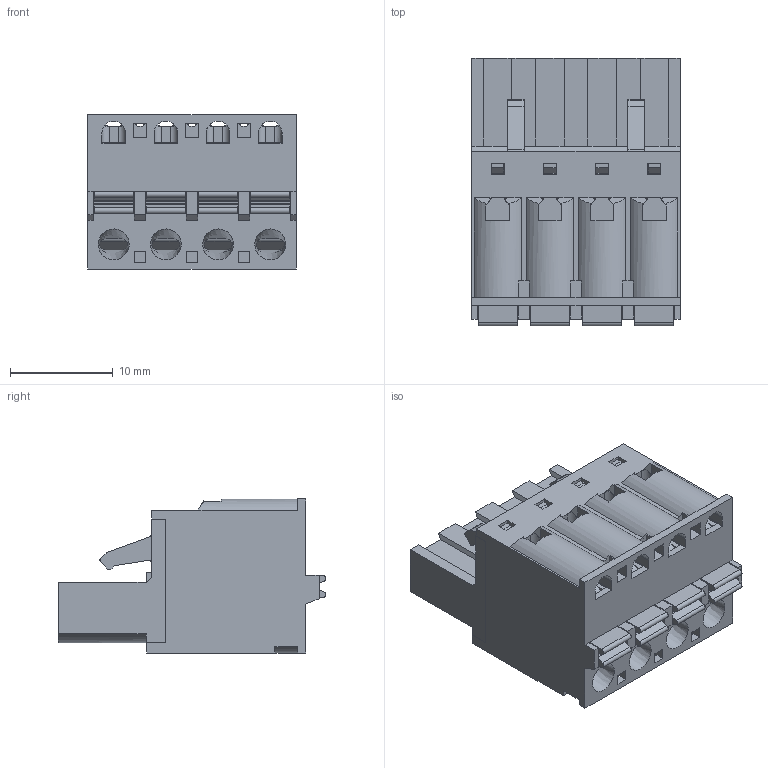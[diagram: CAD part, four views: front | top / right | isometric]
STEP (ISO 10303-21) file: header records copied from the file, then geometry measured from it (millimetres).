
FILE_DESCRIPTION(/* description */ ('Unknown'),/* implementation_level */ '2;1');
FILE_NAME(/* name */ '691353500004',/* time_stamp */ '2022-01-18T15:34:54+01:00',/* author */ ('Unknown'),/* organization */ ('Unknown'),/* preprocessor_version */ 'ST-DEVELOPER v16.7',/* originating_system */ 'Solid Edge',/* authorisation */ 'Unknown');
FILE_SCHEMA (('AUTOMOTIVE_DESIGN {1 0 10303 214 3 1 1}'));
Length unit declared in the file: millimetre
Products named in the file (6): 6913535000xx; 691353500004; 691353500004_BAS; 6913535000xx_LANGUETTE; 6913535000xx_PIN; 6913535000xx_BOUTON
Assembly tree (14 placements, depth 2):
  6913535000xx
    691353500004
    691353500004_BAS
    6913535000xx_LANGUETTE  x4
    6913535000xx_PIN  x4
    6913535000xx_BOUTON  x4
Bounding box: 20.32 x 26.05 x 15 mm (x, y, z)
Volume: 3240.5 mm3; surface area: 8362.7 mm2
Topology: 14 solids, 14 shells, 1122 faces, 3195 edges, 2084 vertices
Faces by surface type: plane 870, cylinder 236, bspline 12, cone 4
Full cylindrical faces by diameter (mm): 1.5 x4, 3 x4
Entity records: 23070 total; most frequent: CARTESIAN_POINT 4564, ORIENTED_EDGE 3942, DIRECTION 3613, EDGE_CURVE 1971, LINE 1691, VECTOR 1691, VERTEX_POINT 1296, AXIS2_PLACEMENT_3D 961
